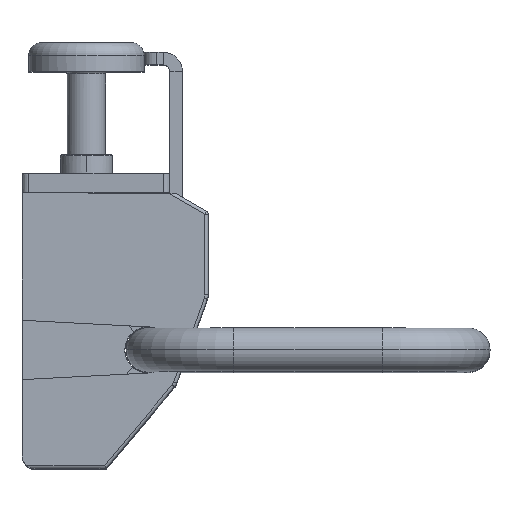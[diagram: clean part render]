
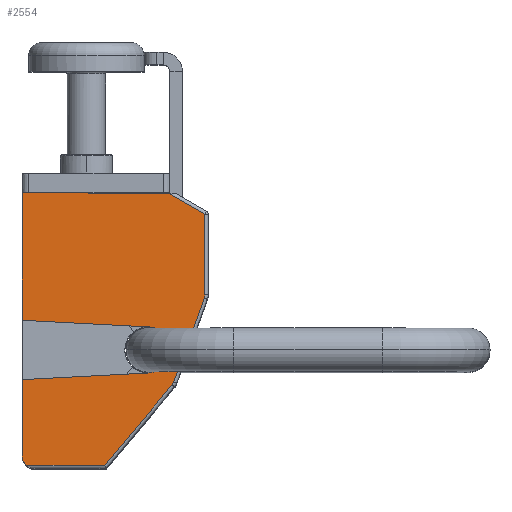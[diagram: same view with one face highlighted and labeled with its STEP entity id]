
A CAD part, top view. The second image highlights one B-rep face of the part: STEP entity #2554.
In plain terms, the highlighted planar face has unit normal (0.009, 0, 1).
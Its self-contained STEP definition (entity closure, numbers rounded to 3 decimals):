
#2554=ADVANCED_FACE('',(#3942),#3943,.T.);
#3942=FACE_OUTER_BOUND('',#5038,.T.);
#3943=PLANE('',#5039);
#5038=EDGE_LOOP('',(#9026,#9027,#9028,#9029,#9030,#9031,#9032,#9033,#9034,#9035,#9036,#9037,#9038,#9039,#9040,#9041,#9042,#9043));
#5039=AXIS2_PLACEMENT_3D('',#9044,#9045,#9046);
#9026=ORIENTED_EDGE('',*,*,#10274,.T.);
#9027=ORIENTED_EDGE('',*,*,#10275,.F.);
#9028=ORIENTED_EDGE('',*,*,#10276,.T.);
#9029=ORIENTED_EDGE('',*,*,#10178,.F.);
#9030=ORIENTED_EDGE('',*,*,#9407,.F.);
#9031=ORIENTED_EDGE('',*,*,#10154,.F.);
#9032=ORIENTED_EDGE('',*,*,#10184,.T.);
#9033=ORIENTED_EDGE('',*,*,#10277,.T.);
#9034=ORIENTED_EDGE('',*,*,#10186,.F.);
#9035=ORIENTED_EDGE('',*,*,#10149,.T.);
#9036=ORIENTED_EDGE('',*,*,#10147,.F.);
#9037=ORIENTED_EDGE('',*,*,#10145,.F.);
#9038=ORIENTED_EDGE('',*,*,#10143,.F.);
#9039=ORIENTED_EDGE('',*,*,#10141,.F.);
#9040=ORIENTED_EDGE('',*,*,#10138,.T.);
#9041=ORIENTED_EDGE('',*,*,#10137,.F.);
#9042=ORIENTED_EDGE('',*,*,#10134,.F.);
#9043=ORIENTED_EDGE('',*,*,#10273,.T.);
#9044=CARTESIAN_POINT('',(0.0,-44.223,40.0));
#9045=DIRECTION('',(0.009,0.0,1.));
#9046=DIRECTION('',(0.0,-1.0,0.0));
#9407=EDGE_CURVE('',#10738,#10741,#10742,.T.);
#10134=EDGE_CURVE('',#11931,#11933,#11934,.T.);
#10137=EDGE_CURVE('',#11933,#11447,#11937,.T.);
#10138=EDGE_CURVE('',#11938,#11447,#11939,.T.);
#10141=EDGE_CURVE('',#11938,#11941,#11943,.T.);
#10143=EDGE_CURVE('',#11941,#11944,#11946,.T.);
#10145=EDGE_CURVE('',#11944,#11947,#11949,.T.);
#10147=EDGE_CURVE('',#11947,#11950,#11952,.T.);
#10149=EDGE_CURVE('',#11953,#11950,#11955,.T.);
#10154=EDGE_CURVE('',#11959,#10738,#11961,.T.);
#10178=EDGE_CURVE('',#10741,#11995,#11996,.T.);
#10184=EDGE_CURVE('',#11959,#12003,#12005,.T.);
#10186=EDGE_CURVE('',#11953,#12007,#12008,.T.);
#10273=EDGE_CURVE('',#11931,#12137,#12139,.T.);
#10274=EDGE_CURVE('',#12137,#12140,#12141,.T.);
#10275=EDGE_CURVE('',#12142,#12140,#12143,.T.);
#10276=EDGE_CURVE('',#12142,#11995,#12144,.T.);
#10277=EDGE_CURVE('',#12003,#12007,#12145,.T.);
#10738=VERTEX_POINT('',#13104);
#10741=VERTEX_POINT('',#13108);
#10742=B_SPLINE_CURVE_WITH_KNOTS('',3,(#13109,#13110,#13111,#13112,#13113,#13114,#13115,#13116,#13117,#13118),.UNSPECIFIED.,.F.,.F.,(4,1,1,1,1,1,1,4),(0.0,0.783,1.562,2.34,3.116,3.893,4.673,5.456),.UNSPECIFIED.);
#11447=VERTEX_POINT('',#14494);
#11931=VERTEX_POINT('',#15584);
#11933=VERTEX_POINT('',#15587);
#11934=LINE('',#15588,#15589);
#11937=LINE('',#15593,#15594);
#11938=VERTEX_POINT('',#15595);
#11939=LINE('',#15596,#15597);
#11941=VERTEX_POINT('',#15599);
#11943=CIRCLE('',#15601,1.499);
#11944=VERTEX_POINT('',#15602);
#11946=LINE('',#15604,#15605);
#11947=VERTEX_POINT('',#15606);
#11949=CIRCLE('',#15608,1.499);
#11950=VERTEX_POINT('',#15609);
#11952=LINE('',#15617,#15618);
#11953=VERTEX_POINT('',#15619);
#11955=LINE('',#15627,#15628);
#11959=VERTEX_POINT('',#15640);
#11961=B_SPLINE_CURVE_WITH_KNOTS('',3,(#15643,#15644,#15645,#15646,#15647,#15648,#15649,#15650,#15651,#15652),.UNSPECIFIED.,.F.,.F.,(4,1,1,1,1,1,1,4),(0.0,0.81,1.616,2.42,3.223,4.027,4.833,5.643),.UNSPECIFIED.);
#11995=VERTEX_POINT('',#15709);
#11996=LINE('',#15710,#15711);
#12003=VERTEX_POINT('',#15722);
#12005=LINE('',#15725,#15726);
#12007=VERTEX_POINT('',#15729);
#12008=ELLIPSE('',#15730,2.,2.0);
#12137=VERTEX_POINT('',#15953);
#12139=LINE('',#15955,#15956);
#12140=VERTEX_POINT('',#15957);
#12141=(B_SPLINE_CURVE(2,(#15959,#15960,#15961),.UNSPECIFIED.,.F.,.F.)B_SPLINE_CURVE_WITH_KNOTS((3,3),(0.0,0.088),.UNSPECIFIED.)RATIONAL_B_SPLINE_CURVE((1.0,1.,1.0))BOUNDED_CURVE()REPRESENTATION_ITEM('')GEOMETRIC_REPRESENTATION_ITEM()CURVE());
#12142=VERTEX_POINT('',#15968);
#12143=LINE('',#15969,#15970);
#12144=LINE('',#15971,#15972);
#12145=LINE('',#15973,#15974);
#13104=CARTESIAN_POINT('',(23.2,-24.5,39.798));
#13108=CARTESIAN_POINT('',(19.788,-20.905,39.827));
#13109=CARTESIAN_POINT('',(23.2,-24.5,39.798));
#13110=CARTESIAN_POINT('',(23.2,-24.239,39.798));
#13111=CARTESIAN_POINT('',(23.143,-23.716,39.798));
#13112=CARTESIAN_POINT('',(22.891,-22.972,39.8));
#13113=CARTESIAN_POINT('',(22.486,-22.301,39.804));
#13114=CARTESIAN_POINT('',(21.947,-21.733,39.808));
#13115=CARTESIAN_POINT('',(21.298,-21.294,39.814));
#13116=CARTESIAN_POINT('',(20.568,-21.003,39.821));
#13117=CARTESIAN_POINT('',(20.049,-20.919,39.825));
#13118=CARTESIAN_POINT('',(19.788,-20.905,39.827));
#14494=CARTESIAN_POINT('',(28.504,-3.289,39.751));
#15584=CARTESIAN_POINT('',(10.,0.0,39.913));
#15587=CARTESIAN_POINT('',(23.005,-0.113,39.799));
#15588=CARTESIAN_POINT('',(0.0,0.087,40.));
#15589=VECTOR('',#17677,23.007);
#15593=CARTESIAN_POINT('',(23.005,-0.113,39.799));
#15594=VECTOR('',#17682,6.351);
#15595=CARTESIAN_POINT('',(28.504,-15.91,39.751));
#15596=CARTESIAN_POINT('',(28.504,-15.91,39.751));
#15597=VECTOR('',#17683,12.621);
#15599=CARTESIAN_POINT('',(28.414,-16.423,39.752));
#15601=AXIS2_PLACEMENT_3D('',#17690,#17691,#17692);
#15602=CARTESIAN_POINT('',(23.655,-29.498,39.794));
#15604=CARTESIAN_POINT('',(28.414,-16.423,39.752));
#15605=VECTOR('',#17696,13.914);
#15606=CARTESIAN_POINT('',(23.395,-29.949,39.796));
#15608=AXIS2_PLACEMENT_3D('',#17700,#17701,#17702);
#15609=CARTESIAN_POINT('',(12.844,-42.523,39.888));
#15617=CARTESIAN_POINT('',(23.395,-29.949,39.796));
#15618=VECTOR('',#17703,16.414);
#15619=CARTESIAN_POINT('',(0.677,-42.523,39.994));
#15627=CARTESIAN_POINT('',(0.677,-42.523,39.994));
#15628=VECTOR('',#17704,12.167);
#15640=CARTESIAN_POINT('',(19.6,-28.1,39.829));
#15643=CARTESIAN_POINT('',(19.6,-28.1,39.829));
#15644=CARTESIAN_POINT('',(19.87,-28.1,39.827));
#15645=CARTESIAN_POINT('',(20.411,-28.039,39.822));
#15646=CARTESIAN_POINT('',(21.178,-27.769,39.815));
#15647=CARTESIAN_POINT('',(21.864,-27.337,39.809));
#15648=CARTESIAN_POINT('',(22.437,-26.764,39.804));
#15649=CARTESIAN_POINT('',(22.869,-26.078,39.8));
#15650=CARTESIAN_POINT('',(23.139,-25.311,39.798));
#15651=CARTESIAN_POINT('',(23.2,-24.77,39.798));
#15652=CARTESIAN_POINT('',(23.2,-24.5,39.798));
#15709=CARTESIAN_POINT('',(0.,-19.868,40.0));
#15710=CARTESIAN_POINT('',(19.788,-20.905,39.827));
#15711=VECTOR('',#17735,19.816);
#15722=CARTESIAN_POINT('',(0.0,-29.127,40.0));
#15725=CARTESIAN_POINT('',(19.6,-28.1,39.829));
#15726=VECTOR('',#17741,19.628);
#15729=CARTESIAN_POINT('',(0.0,-41.023,40.0));
#15730=AXIS2_PLACEMENT_3D('',#17743,#17744,#17745);
#15953=CARTESIAN_POINT('',(0.877,0.,39.992));
#15955=CARTESIAN_POINT('',(0.175,0.0,39.998));
#15956=VECTOR('',#17846,1.0);
#15957=CARTESIAN_POINT('',(0.866,0.08,39.992));
#15959=CARTESIAN_POINT('',(0.877,0.,39.992));
#15960=CARTESIAN_POINT('',(0.871,0.042,39.992));
#15961=CARTESIAN_POINT('',(0.865,0.087,39.992));
#15968=CARTESIAN_POINT('',(0.0,0.087,40.));
#15969=CARTESIAN_POINT('',(0.0,0.087,40.));
#15970=VECTOR('',#17847,23.007);
#15971=CARTESIAN_POINT('',(0.0,0.087,40.));
#15972=VECTOR('',#17848,19.955);
#15973=CARTESIAN_POINT('',(0.0,-29.127,40.0));
#15974=VECTOR('',#17849,11.896);
#17677=DIRECTION('',(1.,-0.009,-0.009));
#17682=DIRECTION('',(0.866,-0.5,-0.008));
#17683=DIRECTION('',(0.,1.,0.));
#17690=CARTESIAN_POINT('',(27.005,-15.91,39.764));
#17691=DIRECTION('',(-0.008,0.,-1.));
#17692=DIRECTION('',(1.,0.,-0.008));
#17696=DIRECTION('',(-0.342,-0.94,0.003));
#17700=CARTESIAN_POINT('',(22.246,-28.985,39.805));
#17701=DIRECTION('',(-0.008,0.,-1.));
#17702=DIRECTION('',(0.94,-0.342,-0.008));
#17703=DIRECTION('',(-0.643,-0.766,0.006));
#17704=DIRECTION('',(1.,0.,-0.009));
#17735=DIRECTION('',(-0.999,0.052,0.009));
#17741=DIRECTION('',(-0.999,-0.052,0.009));
#17743=CARTESIAN_POINT('',(2.0,-41.023,39.983));
#17744=DIRECTION('',(-0.009,0.0,-1.));
#17745=DIRECTION('',(1.,0.0,-0.009));
#17846=DIRECTION('',(-1.,0.0,0.009));
#17847=DIRECTION('',(1.,-0.009,-0.009));
#17848=DIRECTION('',(0.,-1.0,0.));
#17849=DIRECTION('',(0.0,-1.0,0.));
